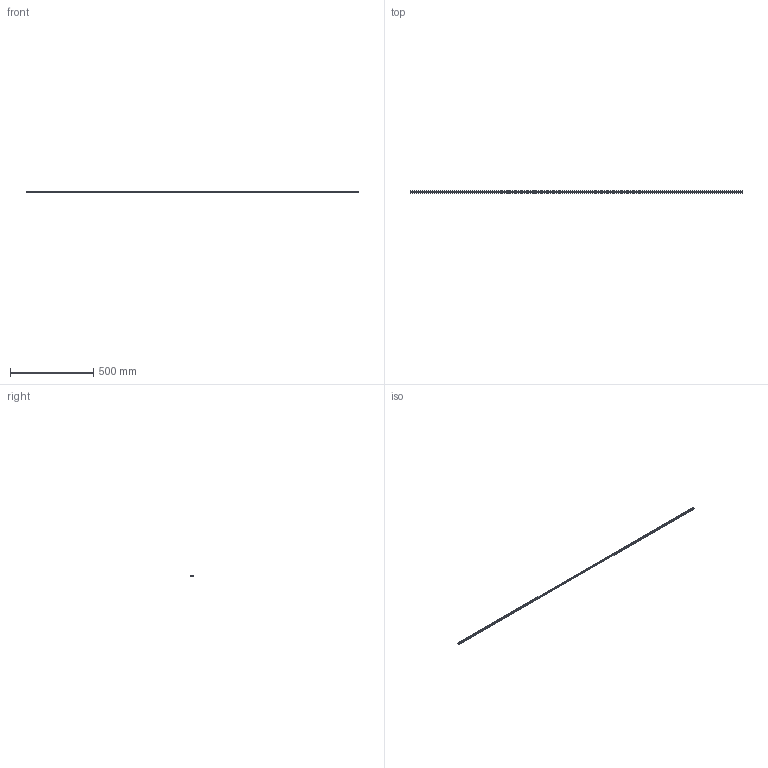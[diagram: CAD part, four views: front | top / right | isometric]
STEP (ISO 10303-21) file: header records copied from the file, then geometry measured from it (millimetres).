
FILE_DESCRIPTION(('CATIA V5R24 STEP','CAx-IF Rec.Pracs.--- Model Styling and Organization---1.2---2011-12-15'),'2;1');
FILE_NAME ('13163407_2', '2018-10-04T13:47:40+00:00', ('Weidmueller Interface'), ('Weidmueller'), 'CATIA Version 5-6 Release 2014 SP4 HF52', 'CATIA V5 STEP AP214', 'none');
FILE_SCHEMA(('AUTOMOTIVE_DESIGN { 1 0 10303 214 1 1 1 1 }'));
Length unit declared in the file: millimetre
Products named in the file (1): 1313600000
Bounding box: 2000 x 15 x 2 mm (x, y, z)
Volume: 52076.5 mm3; surface area: 68156.7 mm2
Topology: 1 solids, 1 shells, 1490 faces, 4468 edges, 2980 vertices
Faces by surface type: cylinder 888, plane 602
Entity records: 48153 total; most frequent: ORIENTED_EDGE 8936, CARTESIAN_POINT 8496, DIRECTION 6562, EDGE_CURVE 4468, VERTEX_POINT 2980, AXIS2_PLACEMENT_3D 2824, VECTOR 2692, LINE 2692
